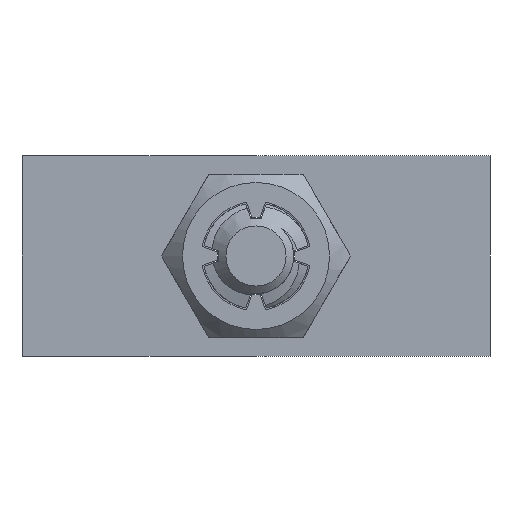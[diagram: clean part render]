
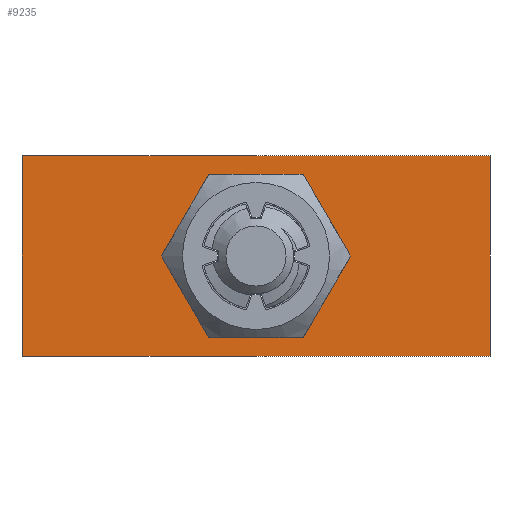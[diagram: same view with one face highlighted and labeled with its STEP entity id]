
A CAD part, front view. The second image highlights one B-rep face of the part: STEP entity #9235.
In plain terms, the highlighted planar face has unit normal (0, -1, 0).
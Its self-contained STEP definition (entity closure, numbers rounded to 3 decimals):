
#18=FACE_BOUND('',#1495,.T.);
#507=PLANE('',#9650);
#998=FACE_OUTER_BOUND('',#1494,.T.);
#1494=EDGE_LOOP('',(#8730,#8731,#8732,#8733));
#1495=EDGE_LOOP('',(#8734));
#1981=LINE('',#23499,#2478);
#1985=LINE('',#23507,#2482);
#1988=LINE('',#23513,#2485);
#1991=LINE('',#23518,#2488);
#2478=VECTOR('',#10924,10.);
#2482=VECTOR('',#10930,10.);
#2485=VECTOR('',#10935,10.);
#2488=VECTOR('',#10940,10.);
#2536=CIRCLE('',#9644,8.5);
#4391=VERTEX_POINT('',#23493);
#4392=VERTEX_POINT('',#23497);
#4393=VERTEX_POINT('',#23498);
#4396=VERTEX_POINT('',#23506);
#4398=VERTEX_POINT('',#23512);
#5832=EDGE_CURVE('',#4391,#4391,#2536,.T.);
#5833=EDGE_CURVE('',#4392,#4393,#1981,.T.);
#5837=EDGE_CURVE('',#4393,#4396,#1985,.T.);
#5840=EDGE_CURVE('',#4396,#4398,#1988,.T.);
#5843=EDGE_CURVE('',#4398,#4392,#1991,.T.);
#8730=ORIENTED_EDGE('',*,*,#5843,.T.);
#8731=ORIENTED_EDGE('',*,*,#5833,.T.);
#8732=ORIENTED_EDGE('',*,*,#5837,.T.);
#8733=ORIENTED_EDGE('',*,*,#5840,.T.);
#8734=ORIENTED_EDGE('',*,*,#5832,.F.);
#9235=ADVANCED_FACE('',(#998,#18),#507,.F.);
#9644=AXIS2_PLACEMENT_3D('',#23495,#10920,#10921);
#9650=AXIS2_PLACEMENT_3D('',#23521,#10944,#10945);
#10920=DIRECTION('center_axis',(0.,-1.,0.));
#10921=DIRECTION('ref_axis',(1.,0.,0.));
#10924=DIRECTION('',(0.,0.,1.));
#10930=DIRECTION('',(-1.,0.,0.));
#10935=DIRECTION('',(0.,0.,-1.));
#10940=DIRECTION('',(1.,0.,0.));
#10944=DIRECTION('center_axis',(0.,1.,0.));
#10945=DIRECTION('ref_axis',(1.,0.,0.));
#23493=CARTESIAN_POINT('',(-8.5,30.,0.));
#23495=CARTESIAN_POINT('Origin',(0.,30.,0.));
#23497=CARTESIAN_POINT('',(35.,30.,-15.));
#23498=CARTESIAN_POINT('',(35.,30.,15.));
#23499=CARTESIAN_POINT('',(35.,30.,-15.));
#23506=CARTESIAN_POINT('',(-35.,30.,15.));
#23507=CARTESIAN_POINT('',(35.,30.,15.));
#23512=CARTESIAN_POINT('',(-35.,30.,-15.));
#23513=CARTESIAN_POINT('',(-35.,30.,15.));
#23518=CARTESIAN_POINT('',(-35.,30.,-15.));
#23521=CARTESIAN_POINT('Origin',(0.,30.,0.));
